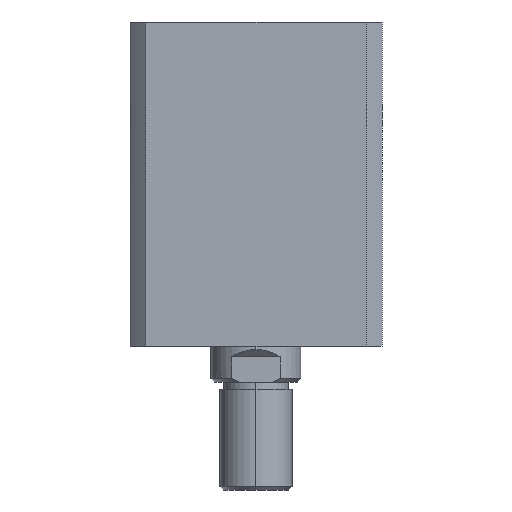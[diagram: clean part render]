
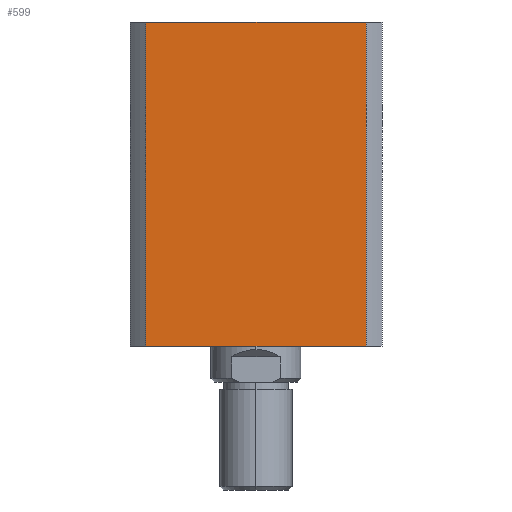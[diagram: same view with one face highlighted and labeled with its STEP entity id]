
A CAD part, left-side view. The second image highlights one B-rep face of the part: STEP entity #599.
In plain terms, the highlighted planar face has unit normal (-1, 0, 0).
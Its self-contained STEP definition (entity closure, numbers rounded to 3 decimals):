
#522 = DIRECTION ( 'NONE',  ( 0., 0., -1. ) ) ;
#528 = CARTESIAN_POINT ( 'NONE',  ( -35., 30.615, 90. ) ) ;
#599 = ADVANCED_FACE ( 'NONE', ( #3073 ), #1874, .F. ) ;
#804 = AXIS2_PLACEMENT_3D ( 'NONE', #1872, #1877, #1878 ) ;
#1099 = DIRECTION ( 'NONE',  ( 0., -1., 0. ) ) ;
#1103 = CARTESIAN_POINT ( 'NONE',  ( -35., 0., 0. ) ) ;
#1105 = CARTESIAN_POINT ( 'NONE',  ( -35., 0., 90. ) ) ;
#1109 = CARTESIAN_POINT ( 'NONE',  ( -35., -30.615, 90. ) ) ;
#1111 = DIRECTION ( 'NONE',  ( 0., 0., -1. ) ) ;
#1112 = DIRECTION ( 'NONE',  ( 0., -1., 0. ) ) ;
#1401 = CARTESIAN_POINT ( 'NONE',  ( -35., -30.615, 90. ) ) ;
#1403 = CARTESIAN_POINT ( 'NONE',  ( -35., 30.615, 90. ) ) ;
#1408 = CARTESIAN_POINT ( 'NONE',  ( -35., -30.615, 0. ) ) ;
#1410 = CARTESIAN_POINT ( 'NONE',  ( -35., 30.615, 0. ) ) ;
#1734 = EDGE_CURVE ( 'NONE', #3032, #3039, #3567, .T. ) ;
#1736 = EDGE_CURVE ( 'NONE', #3039, #3037, #3570, .T. ) ;
#1737 = EDGE_CURVE ( 'NONE', #3030, #3037, #3571, .T. ) ;
#1738 = EDGE_CURVE ( 'NONE', #3032, #3030, #3568, .T. ) ;
#1872 = CARTESIAN_POINT ( 'NONE',  ( -35., 0., 90. ) ) ;
#1874 = PLANE ( 'NONE',  #804 ) ;
#1877 = DIRECTION ( 'NONE',  ( 1., 0., 0. ) ) ;
#1878 = DIRECTION ( 'NONE',  ( 0., 0., -1. ) ) ;
#2520 = ORIENTED_EDGE ( 'NONE', *, *, #1734, .T. ) ;
#2521 = ORIENTED_EDGE ( 'NONE', *, *, #1738, .F. ) ;
#2522 = ORIENTED_EDGE ( 'NONE', *, *, #1737, .F. ) ;
#2523 = ORIENTED_EDGE ( 'NONE', *, *, #1736, .T. ) ;
#2871 = EDGE_LOOP ( 'NONE', ( #2523, #2522, #2521, #2520 ) ) ;
#3030 = VERTEX_POINT ( 'NONE', #1401 ) ;
#3032 = VERTEX_POINT ( 'NONE', #1403 ) ;
#3037 = VERTEX_POINT ( 'NONE', #1408 ) ;
#3039 = VERTEX_POINT ( 'NONE', #1410 ) ;
#3073 = FACE_OUTER_BOUND ( 'NONE', #2871, .T. ) ;
#3567 = LINE ( 'NONE', #528, #3569 ) ;
#3568 = LINE ( 'NONE', #1105, #3576 ) ;
#3569 = VECTOR ( 'NONE', #522, 1000. ) ;
#3570 = LINE ( 'NONE', #1103, #3572 ) ;
#3571 = LINE ( 'NONE', #1109, #3574 ) ;
#3572 = VECTOR ( 'NONE', #1099, 1000. ) ;
#3574 = VECTOR ( 'NONE', #1111, 1000. ) ;
#3576 = VECTOR ( 'NONE', #1112, 1000. ) ;
